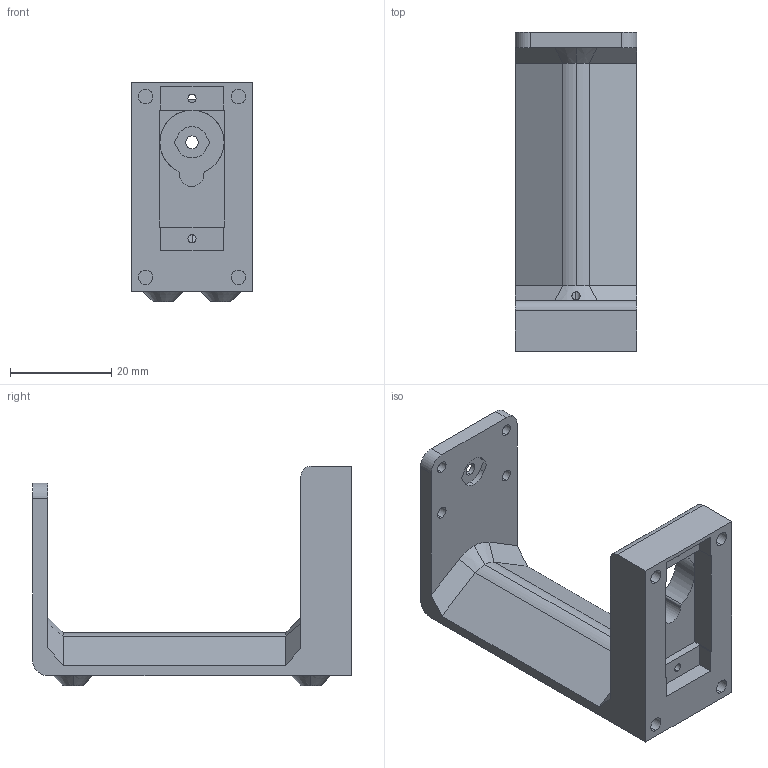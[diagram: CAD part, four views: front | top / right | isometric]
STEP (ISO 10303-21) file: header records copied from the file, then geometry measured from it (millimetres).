
FILE_DESCRIPTION (( 'STEP AP214' ), '1' );
FILE_NAME ('Mount_Hybrid_sensor.STEP', '2022-08-21T22:53:26', ( '' ), ( '' ), 'SwSTEP 2.0', 'SolidWorks 2021', '' );
FILE_SCHEMA (( 'AUTOMOTIVE_DESIGN' ));
Length unit declared in the file: millimetre
Products named in the file (1): Mount_Hybrid_sensor
Bounding box: 24 x 62.96 x 43.35 mm (x, y, z)
Volume: 16738.7 mm3; surface area: 8944.4 mm2
Topology: 1 solids, 1 shells, 119 faces, 294 edges, 193 vertices
Faces by surface type: plane 64, cylinder 44, cone 11
Entity records: 3637 total; most frequent: CARTESIAN_POINT 639, DIRECTION 639, ORIENTED_EDGE 588, EDGE_CURVE 294, AXIS2_PLACEMENT_3D 227, VERTEX_POINT 193, LINE 185, VECTOR 185
